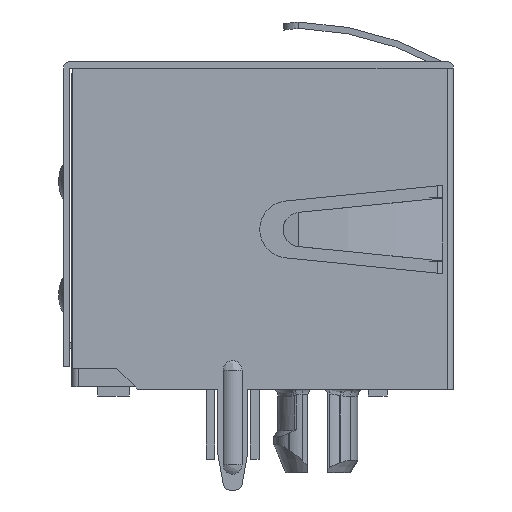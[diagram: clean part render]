
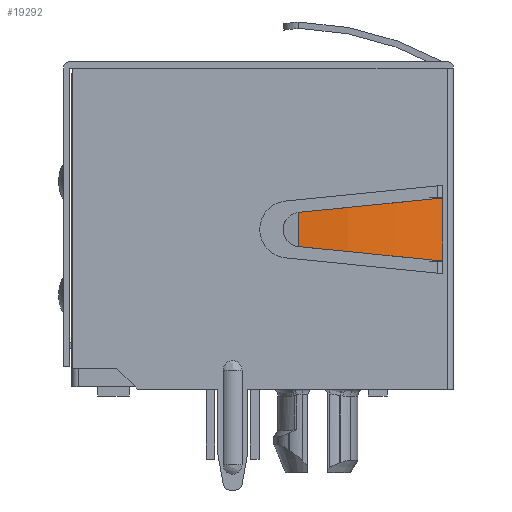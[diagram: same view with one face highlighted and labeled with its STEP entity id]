
A CAD part, left-side view. The second image highlights one B-rep face of the part: STEP entity #19292.
In plain terms, the highlighted cylindrical face has radius 12.7 mm (diameter 25.4 mm), a partial arc.
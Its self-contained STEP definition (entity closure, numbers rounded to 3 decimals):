
#2701 = LINE ( 'NONE', #64464, #97770 ) ;
#4515 = CYLINDRICAL_SURFACE ( 'NONE', #111347, 12.7 ) ;
#5497 = EDGE_CURVE ( 'NONE', #60653, #64370, #95136, .T. ) ;
#9435 = CARTESIAN_POINT ( 'NONE',  ( -17.727, -1.697, 6.706 ) ) ;
#11894 = CARTESIAN_POINT ( 'NONE',  ( -17.727, -1.715, 7.394 ) ) ;
#14893 = VERTEX_POINT ( 'NONE', #25020 ) ;
#15949 = CARTESIAN_POINT ( 'NONE',  ( -17.727, -1.697, 7.392 ) ) ;
#19292 = ADVANCED_FACE ( 'NONE', ( #29654 ), #4515, .T. ) ;
#23327 = DIRECTION ( 'NONE',  ( 1., 0., 0. ) ) ;
#24496 = CARTESIAN_POINT ( 'NONE',  ( -16.129, -7.518, 5.436 ) ) ;
#25020 = CARTESIAN_POINT ( 'NONE',  ( -17.727, -1.697, 6.02 ) ) ;
#26746 = CARTESIAN_POINT ( 'NONE',  ( -16.129, -7.518, 7.976 ) ) ;
#29596 = CARTESIAN_POINT ( 'NONE',  ( -17.124, -5.731, 7.796 ) ) ;
#29654 = FACE_OUTER_BOUND ( 'NONE', #104133, .T. ) ;
#33293 = VERTEX_POINT ( 'NONE', #26746 ) ;
#33614 = CARTESIAN_POINT ( 'NONE',  ( -17.727, -1.697, 7.392 ) ) ;
#35428 =( BOUNDED_CURVE ( )  B_SPLINE_CURVE ( 3, ( #11894, #46833, #29596, #64553 ),
 .UNSPECIFIED., .F., .T. ) 
 B_SPLINE_CURVE_WITH_KNOTS ( ( 4, 4 ),
 ( 1.6, 2.079 ),
 .UNSPECIFIED. ) 
 CURVE ( )  GEOMETRIC_REPRESENTATION_ITEM ( )  RATIONAL_B_SPLINE_CURVE ( ( 1., 0.981, 0.981, 1. ) ) 
 REPRESENTATION_ITEM ( '' )  );
#38401 = CARTESIAN_POINT ( 'NONE',  ( -17.727, -1.703, 6.019 ) ) ;
#38986 = CARTESIAN_POINT ( 'NONE',  ( -17.727, -1.715, 6.018 ) ) ;
#43217 = DIRECTION ( 'NONE',  ( 0., 0., 1. ) ) ;
#43413 = CARTESIAN_POINT ( 'NONE',  ( -17.727, -1.703, 7.392 ) ) ;
#46833 = CARTESIAN_POINT ( 'NONE',  ( -17.667, -3.759, 7.599 ) ) ;
#51274 = ORIENTED_EDGE ( 'NONE', *, *, #5497, .F. ) ;
#52442 =( BOUNDED_CURVE ( )  B_SPLINE_CURVE ( 3, ( #24496, #104598, #59972, #70286 ),
 .UNSPECIFIED., .F., .T. ) 
 B_SPLINE_CURVE_WITH_KNOTS ( ( 4, 4 ),
 ( 1.063, 1.541 ),
 .UNSPECIFIED. ) 
 CURVE ( )  GEOMETRIC_REPRESENTATION_ITEM ( )  RATIONAL_B_SPLINE_CURVE ( ( 1., 0.981, 0.981, 1. ) ) 
 REPRESENTATION_ITEM ( '' )  );
#55833 = DIRECTION ( 'NONE',  ( 0., 0., -1. ) ) ;
#57915 = VERTEX_POINT ( 'NONE', #85328 ) ;
#58818 = DIRECTION ( 'NONE',  ( 0., 0., -1. ) ) ;
#59972 = CARTESIAN_POINT ( 'NONE',  ( -17.667, -3.759, 5.813 ) ) ;
#60653 = VERTEX_POINT ( 'NONE', #33614 ) ;
#62522 = ORIENTED_EDGE ( 'NONE', *, *, #73240, .F. ) ;
#64370 = VERTEX_POINT ( 'NONE', #110095 ) ;
#64464 = CARTESIAN_POINT ( 'NONE',  ( -16.129, -7.518, 4.71 ) ) ;
#64553 = CARTESIAN_POINT ( 'NONE',  ( -16.129, -7.518, 7.976 ) ) ;
#65880 = EDGE_CURVE ( 'NONE', #64370, #33293, #35428, .T. ) ;
#69395 = VECTOR ( 'NONE', #43217, 1000. ) ;
#70286 = CARTESIAN_POINT ( 'NONE',  ( -17.727, -1.715, 6.018 ) ) ;
#73240 = EDGE_CURVE ( 'NONE', #33293, #79088, #2701, .T. ) ;
#75593 = EDGE_CURVE ( 'NONE', #57915, #14893, #76772, .T. ) ;
#75601 = EDGE_CURVE ( 'NONE', #79088, #57915, #52442, .T. ) ;
#76608 = CARTESIAN_POINT ( 'NONE',  ( -17.727, -1.697, 6.02 ) ) ;
#76772 = B_SPLINE_CURVE_WITH_KNOTS ( 'NONE', 3,
 ( #38986, #91647, #38401, #76608 ),
 .UNSPECIFIED., .F., .F.,
 ( 4, 4 ),
 ( 0., 0. ),
 .UNSPECIFIED. ) ;
#79088 = VERTEX_POINT ( 'NONE', #109249 ) ;
#85328 = CARTESIAN_POINT ( 'NONE',  ( -17.727, -1.715, 6.018 ) ) ;
#86116 = ORIENTED_EDGE ( 'NONE', *, *, #92527, .F. ) ;
#87456 = CARTESIAN_POINT ( 'NONE',  ( -17.727, -1.715, 7.394 ) ) ;
#88956 = ORIENTED_EDGE ( 'NONE', *, *, #75601, .F. ) ;
#91458 = CARTESIAN_POINT ( 'NONE',  ( -5.032, -1.342, 7.991 ) ) ;
#91647 = CARTESIAN_POINT ( 'NONE',  ( -17.727, -1.709, 6.018 ) ) ;
#92527 = EDGE_CURVE ( 'NONE', #14893, #60653, #105037, .T. ) ;
#95136 = B_SPLINE_CURVE_WITH_KNOTS ( 'NONE', 3,
 ( #15949, #43413, #113212, #87456 ),
 .UNSPECIFIED., .F., .F.,
 ( 4, 4 ),
 ( 0., 0. ),
 .UNSPECIFIED. ) ;
#97770 = VECTOR ( 'NONE', #55833, 1000. ) ;
#97865 = ORIENTED_EDGE ( 'NONE', *, *, #65880, .F. ) ;
#100433 = ORIENTED_EDGE ( 'NONE', *, *, #75593, .F. ) ;
#104133 = EDGE_LOOP ( 'NONE', ( #88956, #62522, #97865, #51274, #86116, #100433 ) ) ;
#104598 = CARTESIAN_POINT ( 'NONE',  ( -17.124, -5.731, 5.615 ) ) ;
#105037 = LINE ( 'NONE', #9435, #69395 ) ;
#109249 = CARTESIAN_POINT ( 'NONE',  ( -16.129, -7.518, 5.436 ) ) ;
#110095 = CARTESIAN_POINT ( 'NONE',  ( -17.727, -1.715, 7.394 ) ) ;
#111347 = AXIS2_PLACEMENT_3D ( 'NONE', #91458, #58818, #23327 ) ;
#113212 = CARTESIAN_POINT ( 'NONE',  ( -17.727, -1.709, 7.393 ) ) ;
